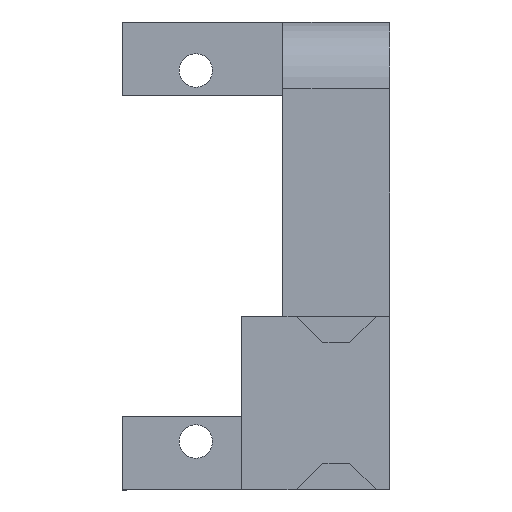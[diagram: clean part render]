
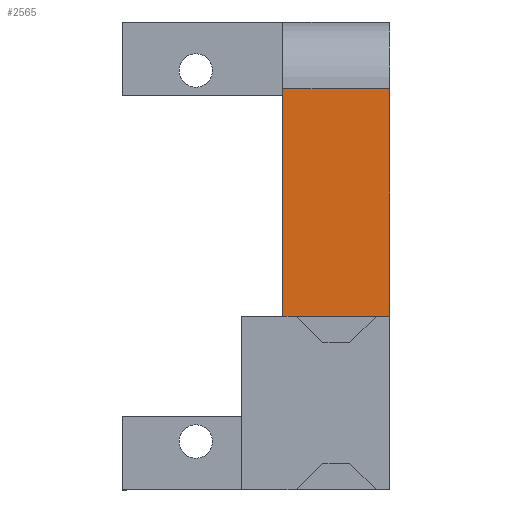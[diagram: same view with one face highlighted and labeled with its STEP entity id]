
A CAD part, front view. The second image highlights one B-rep face of the part: STEP entity #2565.
In plain terms, the highlighted planar face has unit normal (0, -1, 0).
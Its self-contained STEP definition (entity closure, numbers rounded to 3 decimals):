
#82=FACE_OUTER_BOUND('',#218,.T.);
#218=EDGE_LOOP('',(#1832,#1833,#1834,#1835));
#346=LINE('',#3548,#706);
#378=LINE('',#3632,#738);
#388=LINE('',#3650,#748);
#403=LINE('',#3689,#763);
#706=VECTOR('',#2876,10.);
#738=VECTOR('',#2960,10.);
#748=VECTOR('',#2972,10.);
#763=VECTOR('',#3019,10.);
#1061=VERTEX_POINT('',#3545);
#1062=VERTEX_POINT('',#3547);
#1088=VERTEX_POINT('',#3630);
#1095=VERTEX_POINT('',#3648);
#1315=EDGE_CURVE('',#1061,#1062,#346,.T.);
#1356=EDGE_CURVE('',#1088,#1061,#378,.T.);
#1366=EDGE_CURVE('',#1088,#1095,#388,.T.);
#1385=EDGE_CURVE('',#1095,#1062,#403,.T.);
#1832=ORIENTED_EDGE('',*,*,#1356,.F.);
#1833=ORIENTED_EDGE('',*,*,#1366,.T.);
#1834=ORIENTED_EDGE('',*,*,#1385,.T.);
#1835=ORIENTED_EDGE('',*,*,#1315,.F.);
#2433=PLANE('',#2732);
#2565=ADVANCED_FACE('',(#82),#2433,.T.);
#2732=AXIS2_PLACEMENT_3D('',#3688,#3017,#3018);
#2876=DIRECTION('',(0.,0.,-1.));
#2960=DIRECTION('',(1.,0.,0.));
#2972=DIRECTION('',(0.,0.,-1.));
#3017=DIRECTION('center_axis',(0.,-1.,0.));
#3018=DIRECTION('ref_axis',(0.,0.,1.));
#3019=DIRECTION('',(1.,0.,0.));
#3545=CARTESIAN_POINT('',(12.736,101.791,31.));
#3547=CARTESIAN_POINT('',(12.736,101.791,14.));
#3548=CARTESIAN_POINT('',(12.736,101.791,36.));
#3630=CARTESIAN_POINT('',(4.736,101.791,31.));
#3632=CARTESIAN_POINT('',(12.736,101.791,31.));
#3648=CARTESIAN_POINT('',(4.736,101.791,14.));
#3650=CARTESIAN_POINT('',(4.736,101.791,9.75));
#3688=CARTESIAN_POINT('Origin',(12.736,101.791,1.));
#3689=CARTESIAN_POINT('',(12.736,101.791,14.));
